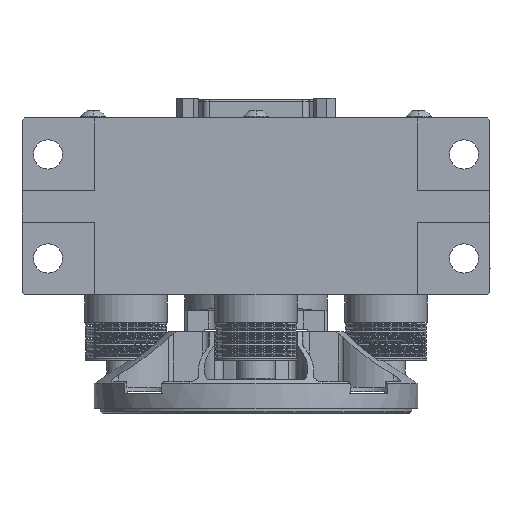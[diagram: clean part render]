
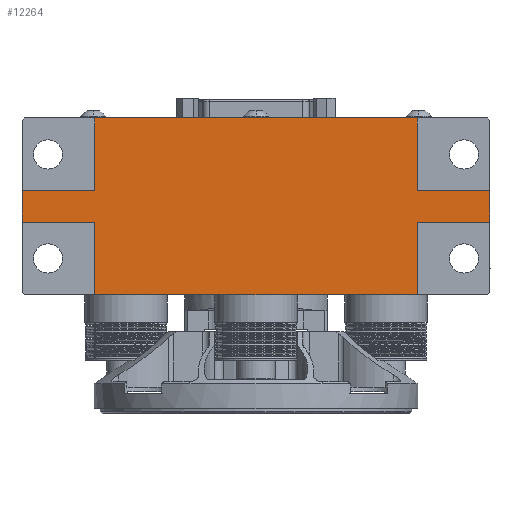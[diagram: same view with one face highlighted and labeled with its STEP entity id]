
A CAD part, front view. The second image highlights one B-rep face of the part: STEP entity #12264.
In plain terms, the highlighted planar face has unit normal (0, -1, 0).
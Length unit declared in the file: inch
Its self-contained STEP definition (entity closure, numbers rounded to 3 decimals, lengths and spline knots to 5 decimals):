
#901 = VECTOR ( 'NONE', #3491, 39.37008 ) ;
#959 = VECTOR ( 'NONE', #3648, 39.37008 ) ;
#994 = VECTOR ( 'NONE', #14662, 39.37008 ) ;
#3305 = LINE ( 'NONE', #3306, #22755 ) ;
#3306 = CARTESIAN_POINT ( 'NONE',  ( 1.55, -1.83337, 0.69539 ) ) ;
#3307 = DIRECTION ( 'NONE',  ( 0., 0., 1. ) ) ;
#3483 = LINE ( 'NONE', #3490, #901 ) ;
#3490 = CARTESIAN_POINT ( 'NONE',  ( -1.55, -1.83337, 0.69539 ) ) ;
#3491 = DIRECTION ( 'NONE',  ( -1., 0., 0. ) ) ;
#3646 = LINE ( 'NONE', #3647, #959 ) ;
#3647 = CARTESIAN_POINT ( 'NONE',  ( 2.25, -1.83337, 0.69539 ) ) ;
#3648 = DIRECTION ( 'NONE',  ( 0., 0., 1. ) ) ;
#5586 = LINE ( 'NONE', #5587, #12691 ) ;
#5587 = CARTESIAN_POINT ( 'NONE',  ( 1.55, -1.83337, 0.69539 ) ) ;
#5588 = DIRECTION ( 'NONE',  ( 0., 0., 1. ) ) ;
#6964 = LINE ( 'NONE', #6967, #30052 ) ;
#6967 = CARTESIAN_POINT ( 'NONE',  ( 1.55, -1.83337, -0.30461 ) ) ;
#6968 = DIRECTION ( 'NONE',  ( 1., 0., 0. ) ) ;
#10848 = CARTESIAN_POINT ( 'NONE',  ( -1.55, -1.83337, 0.39539 ) ) ;
#10850 = LINE ( 'NONE', #10848, #25475 ) ;
#10854 = DIRECTION ( 'NONE',  ( 1., 0., 0. ) ) ;
#11036 = LINE ( 'NONE', #11042, #25549 ) ;
#11042 = CARTESIAN_POINT ( 'NONE',  ( -2.25, -1.83337, 0.69539 ) ) ;
#11043 = DIRECTION ( 'NONE',  ( 0., 0., -1. ) ) ;
#11047 = LINE ( 'NONE', #11048, #25554 ) ;
#11048 = CARTESIAN_POINT ( 'NONE',  ( -1.55, -1.83337, 0.69539 ) ) ;
#11049 = DIRECTION ( 'NONE',  ( 0., 0., -1. ) ) ;
#12040 = EDGE_CURVE ( 'NONE', #12944, #12924, #3305, .T. ) ;
#12081 = EDGE_CURVE ( 'NONE', #14057, #12948, #3483, .T. ) ;
#12118 = EDGE_CURVE ( 'NONE', #12950, #12955, #3646, .T. ) ;
#12160 = EDGE_CURVE ( 'NONE', #12955, #12944, #14657, .T. ) ;
#12178 = EDGE_CURVE ( 'NONE', #14062, #12924, #14860, .T. ) ;
#12229 = EDGE_CURVE ( 'NONE', #14055, #12950, #15306, .T. ) ;
#12264 = ADVANCED_FACE ( 'NONE', ( #15641 ), #15643, .F. ) ;
#12691 = VECTOR ( 'NONE', #5588, 39.37008 ) ;
#12851 = ORIENTED_EDGE ( 'NONE', *, *, #12081, .T. ) ;
#12853 = ORIENTED_EDGE ( 'NONE', *, *, #21530, .T. ) ;
#12855 = ORIENTED_EDGE ( 'NONE', *, *, #21472, .T. ) ;
#12857 = ORIENTED_EDGE ( 'NONE', *, *, #21532, .T. ) ;
#12859 = ORIENTED_EDGE ( 'NONE', *, *, #29686, .T. ) ;
#12924 = VERTEX_POINT ( 'NONE', #16283 ) ;
#12944 = VERTEX_POINT ( 'NONE', #16304 ) ;
#12948 = VERTEX_POINT ( 'NONE', #16307 ) ;
#12950 = VERTEX_POINT ( 'NONE', #16308 ) ;
#12951 = VERTEX_POINT ( 'NONE', #16310 ) ;
#12955 = VERTEX_POINT ( 'NONE', #16314 ) ;
#12959 = VERTEX_POINT ( 'NONE', #16318 ) ;
#13813 = VERTEX_POINT ( 'NONE', #19783 ) ;
#14055 = VERTEX_POINT ( 'NONE', #19827 ) ;
#14057 = VERTEX_POINT ( 'NONE', #19829 ) ;
#14062 = VERTEX_POINT ( 'NONE', #19834 ) ;
#14657 = LINE ( 'NONE', #14660, #994 ) ;
#14660 = CARTESIAN_POINT ( 'NONE',  ( 1.55, -1.83337, 0.69539 ) ) ;
#14662 = DIRECTION ( 'NONE',  ( -1., 0., 0. ) ) ;
#14860 = LINE ( 'NONE', #14863, #25660 ) ;
#14863 = CARTESIAN_POINT ( 'NONE',  ( -1.55, -1.83337, 1.39639 ) ) ;
#14866 = DIRECTION ( 'NONE',  ( 1., 0., 0. ) ) ;
#14972 = EDGE_CURVE ( 'NONE', #14062, #14057, #20568, .T. ) ;
#15297 = CARTESIAN_POINT ( 'NONE',  ( 1.55, -1.83337, 0.39539 ) ) ;
#15306 = LINE ( 'NONE', #15297, #25730 ) ;
#15325 = DIRECTION ( 'NONE',  ( 1., 0., 0. ) ) ;
#15414 = CARTESIAN_POINT ( 'NONE',  ( -1.55, -1.83337, -0.30461 ) ) ;
#15634 = CARTESIAN_POINT ( 'NONE',  ( 1.55, -1.83337, 0.69539 ) ) ;
#15641 = FACE_OUTER_BOUND ( 'NONE', #17044, .T. ) ;
#15643 = PLANE ( 'NONE',  #25773 ) ;
#15645 = DIRECTION ( 'NONE',  ( 0., 1., 0. ) ) ;
#15646 = DIRECTION ( 'NONE',  ( 0., 0., 1. ) ) ;
#16283 = CARTESIAN_POINT ( 'NONE',  ( 1.55, -1.83337, 1.39639 ) ) ;
#16304 = CARTESIAN_POINT ( 'NONE',  ( 1.55, -1.83337, 0.69539 ) ) ;
#16307 = CARTESIAN_POINT ( 'NONE',  ( -2.25, -1.83337, 0.69539 ) ) ;
#16308 = CARTESIAN_POINT ( 'NONE',  ( 2.25, -1.83337, 0.39539 ) ) ;
#16310 = CARTESIAN_POINT ( 'NONE',  ( -1.55, -1.83337, 0.39539 ) ) ;
#16314 = CARTESIAN_POINT ( 'NONE',  ( 2.25, -1.83337, 0.69539 ) ) ;
#16318 = CARTESIAN_POINT ( 'NONE',  ( -2.25, -1.83337, 0.39539 ) ) ;
#17044 = EDGE_LOOP ( 'NONE', ( #17992, #17993, #17995, #17996, #17997, #17998, #17999, #12851, #12853, #12855, #12857, #12859 ) ) ;
#17992 = ORIENTED_EDGE ( 'NONE', *, *, #26863, .T. ) ;
#17993 = ORIENTED_EDGE ( 'NONE', *, *, #12229, .T. ) ;
#17995 = ORIENTED_EDGE ( 'NONE', *, *, #12118, .T. ) ;
#17996 = ORIENTED_EDGE ( 'NONE', *, *, #12160, .T. ) ;
#17997 = ORIENTED_EDGE ( 'NONE', *, *, #12040, .T. ) ;
#17998 = ORIENTED_EDGE ( 'NONE', *, *, #12178, .F. ) ;
#17999 = ORIENTED_EDGE ( 'NONE', *, *, #14972, .T. ) ;
#19783 = CARTESIAN_POINT ( 'NONE',  ( 1.55, -1.83337, -0.30461 ) ) ;
#19827 = CARTESIAN_POINT ( 'NONE',  ( 1.55, -1.83337, 0.39539 ) ) ;
#19829 = CARTESIAN_POINT ( 'NONE',  ( -1.55, -1.83337, 0.69539 ) ) ;
#19834 = CARTESIAN_POINT ( 'NONE',  ( -1.55, -1.83337, 1.39639 ) ) ;
#20568 = LINE ( 'NONE', #20569, #22629 ) ;
#20569 = CARTESIAN_POINT ( 'NONE',  ( -1.55, -1.83337, 0.69539 ) ) ;
#20579 = DIRECTION ( 'NONE',  ( 0., 0., -1. ) ) ;
#21472 = EDGE_CURVE ( 'NONE', #12959, #12951, #10850, .T. ) ;
#21530 = EDGE_CURVE ( 'NONE', #12948, #12959, #11036, .T. ) ;
#21532 = EDGE_CURVE ( 'NONE', #12951, #22926, #11047, .T. ) ;
#22629 = VECTOR ( 'NONE', #20579, 39.37008 ) ;
#22755 = VECTOR ( 'NONE', #3307, 39.37008 ) ;
#22926 = VERTEX_POINT ( 'NONE', #15414 ) ;
#25475 = VECTOR ( 'NONE', #10854, 39.37008 ) ;
#25549 = VECTOR ( 'NONE', #11043, 39.37008 ) ;
#25554 = VECTOR ( 'NONE', #11049, 39.37008 ) ;
#25660 = VECTOR ( 'NONE', #14866, 39.37008 ) ;
#25730 = VECTOR ( 'NONE', #15325, 39.37008 ) ;
#25773 = AXIS2_PLACEMENT_3D ( 'NONE', #15634, #15645, #15646 ) ;
#26863 = EDGE_CURVE ( 'NONE', #13813, #14055, #5586, .T. ) ;
#29686 = EDGE_CURVE ( 'NONE', #22926, #13813, #6964, .T. ) ;
#30052 = VECTOR ( 'NONE', #6968, 39.37008 ) ;
